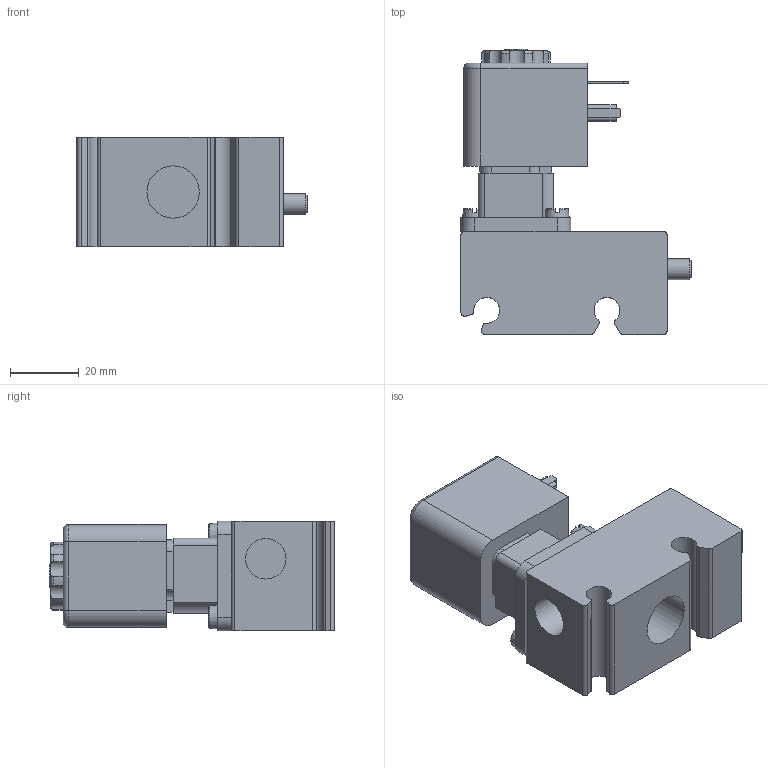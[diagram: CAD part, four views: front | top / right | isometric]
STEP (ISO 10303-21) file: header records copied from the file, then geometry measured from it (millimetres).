
FILE_DESCRIPTION((''),'2;1');
FILE_NAME('110 060 04.stp','2012-06-06T07:21:03',('HJ'),('AVAC Vacuumteknik AB'),'Autodesk Inventor 2012','Autodesk Inventor 2012','');
FILE_SCHEMA(('AUTOMOTIVE_DESIGN { 1 0 10303 214 1 1 1 1 }'));
Length unit declared in the file: millimetre
Products named in the file (1): 110 060 04
Bounding box: 67 x 83 x 32 mm (x, y, z)
Volume: 92101.7 mm3; surface area: 20109.6 mm2
Topology: 1 solids, 1 shells, 196 faces, 514 edges, 338 vertices
Faces by surface type: plane 106, cylinder 63, torus 15, bspline 8, cone 4
Full cylindrical faces by diameter (mm): 2.5 x1, 6 x1, 6.9 x1, 11.8 x2, 15.25 x1, 16 x1
Entity records: 6363 total; most frequent: CARTESIAN_POINT 1432, ORIENTED_EDGE 994, DIRECTION 980, EDGE_CURVE 497, AXIS2_PLACEMENT_3D 344, VERTEX_POINT 332, VECTOR 292, LINE 292
